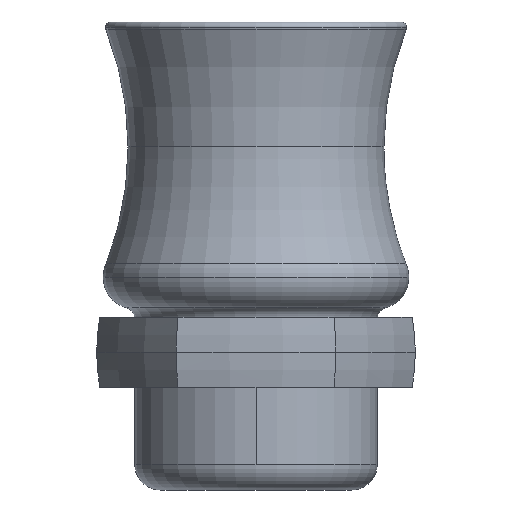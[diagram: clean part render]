
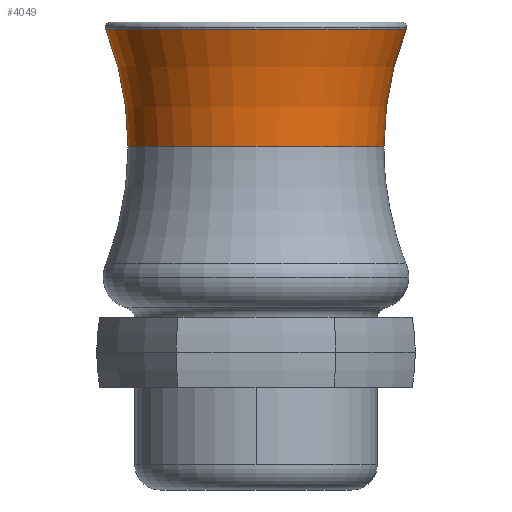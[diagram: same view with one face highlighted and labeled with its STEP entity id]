
A CAD part, front view. The second image highlights one B-rep face of the part: STEP entity #4049.
In plain terms, the highlighted toroidal (fillet/blend) face has major radius 105.827 mm and minor radius 75.754 mm.
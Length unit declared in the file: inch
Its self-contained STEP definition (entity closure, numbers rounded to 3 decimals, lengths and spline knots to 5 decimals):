
#3488=CARTESIAN_POINT('',(0.,-2.922,2.98823));
#3489=DIRECTION('',(0.,0.,-1.));
#3490=DIRECTION('',(1.,0.,0.));
#3491=AXIS2_PLACEMENT_3D('',#3488,#3489,#3490);
#3493=CARTESIAN_POINT('',(-4.16642,-2.922,1.89902));
#3494=DIRECTION('',(0.,-1.,0.));
#3495=DIRECTION('',(1.,0.,0.));
#3496=AXIS2_PLACEMENT_3D('',#3493,#3494,#3495);
#3498=CARTESIAN_POINT('',(4.16642,-2.922,1.89902));
#3499=DIRECTION('',(0.,-1.,0.));
#3500=DIRECTION('',(-0.931,0.,0.365));
#3501=AXIS2_PLACEMENT_3D('',#3498,#3499,#3500);
#3503=CARTESIAN_POINT('',(0.,-2.922,1.89902));
#3504=DIRECTION('',(0.,0.,1.));
#3505=DIRECTION('',(-1.,0.,0.));
#3506=AXIS2_PLACEMENT_3D('',#3503,#3504,#3505);
#3907=CARTESIAN_POINT('',(-1.184,-2.922,1.89902));
#3908=VERTEX_POINT('',#3907);
#3911=CARTESIAN_POINT('',(1.184,-2.922,1.89902));
#3912=VERTEX_POINT('',#3911);
#3913=CARTESIAN_POINT('',(1.39001,-2.922,2.98823));
#3914=VERTEX_POINT('',#3913);
#3917=CARTESIAN_POINT('',(-1.39001,-2.922,
2.98823));
#3918=VERTEX_POINT('',#3917);
#4035=CARTESIAN_POINT('',(0.,-2.922,1.89902));
#4036=DIRECTION('',(0.,0.,-1.));
#4037=DIRECTION('',(-1.,0.,0.));
#4038=AXIS2_PLACEMENT_3D('',#4035,#4036,#4037);
#4039=TOROIDAL_SURFACE('',#4038,4.16642,2.98242);
#4041=ORIENTED_EDGE('',*,*,#4040,.F.);
#4043=ORIENTED_EDGE('',*,*,#4042,.T.);
#4044=ORIENTED_EDGE('',*,*,#4029,.F.);
#4046=ORIENTED_EDGE('',*,*,#4045,.T.);
#4047=EDGE_LOOP('',(#4041,#4043,#4044,#4046));
#4048=FACE_OUTER_BOUND('',#4047,.F.);
#4049=ADVANCED_FACE('',(#4048),#4039,.F.);
#3492=CIRCLE('',#3491,1.39001);
#3497=CIRCLE('',#3496,2.98242);
#3502=CIRCLE('',#3501,2.98242);
#3507=CIRCLE('',#3506,1.184);
#4029=EDGE_CURVE('',#3914,#3918,#3492,.T.);
#4040=EDGE_CURVE('',#3908,#3912,#3507,.T.);
#4042=EDGE_CURVE('',#3908,#3918,#3497,.T.);
#4045=EDGE_CURVE('',#3914,#3912,#3502,.T.);
